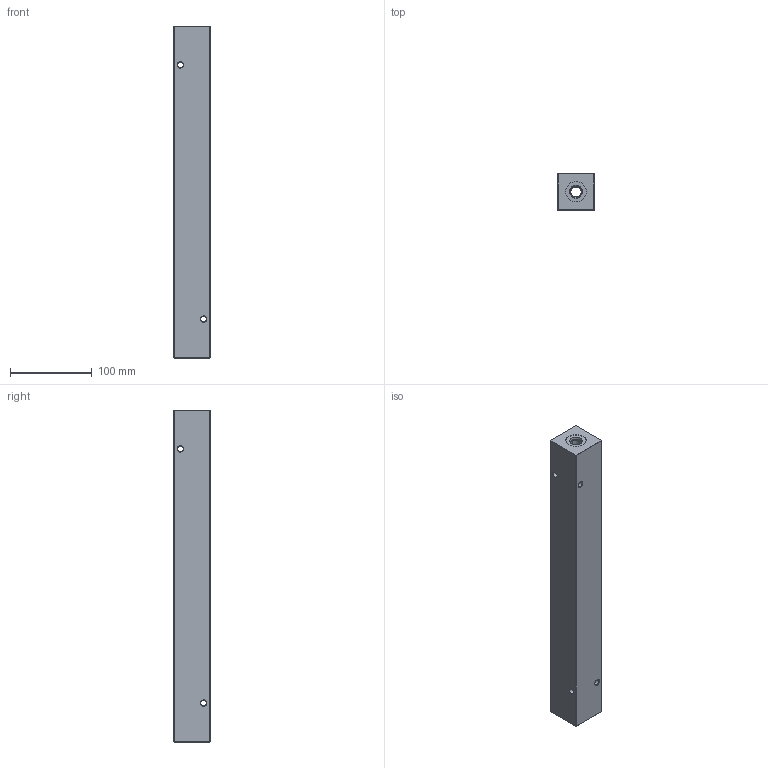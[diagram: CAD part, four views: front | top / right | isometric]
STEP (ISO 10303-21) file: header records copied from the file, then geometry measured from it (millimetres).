
FILE_DESCRIPTION (( 'STEP AP203' ), '1' );
FILE_NAME ('HM-9-90-S-6-2.STEP', '2020-11-09T14:16:25', ( '' ), ( '' ), 'SwSTEP 2.0', 'SolidWorks 2019', '' );
FILE_SCHEMA (( 'CONFIG_CONTROL_DESIGN' ));
Length unit declared in the file: inch
Products named in the file (1): HM-9-90-S-6-2
Bounding box: 44.45 x 44.45 x 406.4 mm (x, y, z)
Volume: 729560 mm3; surface area: 100596.1 mm2
Topology: 1 solids, 1 shells, 718 faces, 1786 edges, 1122 vertices
Faces by surface type: plane 247, bspline 201, cone 136, cylinder 134
Entity records: 31965 total; most frequent: CARTESIAN_POINT 16056, ORIENTED_EDGE 3572, DIRECTION 2668, EDGE_CURVE 1786, VERTEX_POINT 1122, LINE 996, VECTOR 996, AXIS2_PLACEMENT_3D 836
